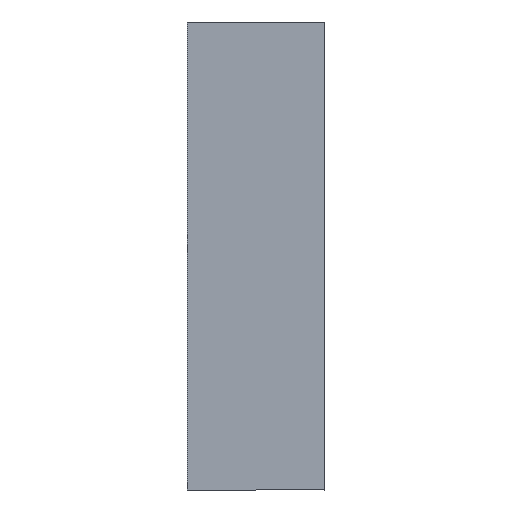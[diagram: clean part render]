
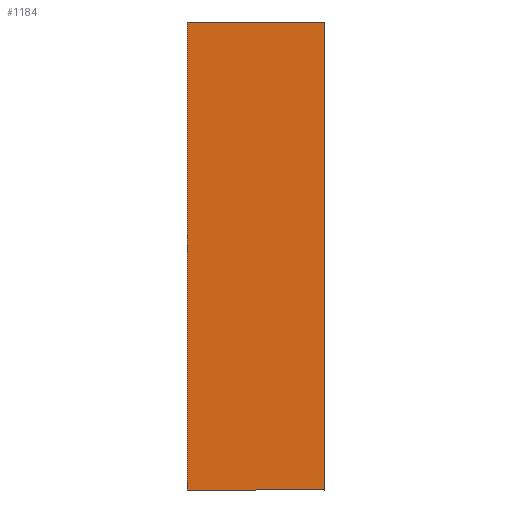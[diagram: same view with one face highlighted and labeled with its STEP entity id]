
A CAD part, front view. The second image highlights one B-rep face of the part: STEP entity #1184.
In plain terms, the highlighted planar face has unit normal (0, -1, 0).
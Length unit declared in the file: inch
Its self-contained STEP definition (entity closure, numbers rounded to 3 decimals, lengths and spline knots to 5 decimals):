
#53 = DIRECTION ( 'NONE',  ( 0., 0., 1. ) ) ;
#95 = VECTOR ( 'NONE', #395, 39.37008 ) ;
#99 = CARTESIAN_POINT ( 'NONE',  ( 0., 0., 9.33071 ) ) ;
#104 = DIRECTION ( 'NONE',  ( -1., 0., 0. ) ) ;
#171 = EDGE_CURVE ( 'NONE', #1577, #1404, #435, .T. ) ;
#278 = LINE ( 'NONE', #1992, #578 ) ;
#292 = AXIS2_PLACEMENT_3D ( 'NONE', #1447, #1745, #53 ) ;
#395 = DIRECTION ( 'NONE',  ( 1., 0., 0. ) ) ;
#427 = CARTESIAN_POINT ( 'NONE',  ( -2.7325, 0., 9.33071 ) ) ;
#435 = LINE ( 'NONE', #607, #1552 ) ;
#437 = ORIENTED_EDGE ( 'NONE', *, *, #1595, .F. ) ;
#578 = VECTOR ( 'NONE', #104, 39.37008 ) ;
#582 = ORIENTED_EDGE ( 'NONE', *, *, #1345, .F. ) ;
#591 = CARTESIAN_POINT ( 'NONE',  ( 0., 0., 0. ) ) ;
#592 = EDGE_CURVE ( 'NONE', #1404, #1563, #278, .T. ) ;
#607 = CARTESIAN_POINT ( 'NONE',  ( 0., 0., 0. ) ) ;
#1018 = CARTESIAN_POINT ( 'NONE',  ( -2.7325, 0., 0. ) ) ;
#1184 = ADVANCED_FACE ( 'NONE', ( #1596 ), #1277, .F. ) ;
#1191 = DIRECTION ( 'NONE',  ( 0., 0., 1. ) ) ;
#1277 = PLANE ( 'NONE',  #292 ) ;
#1345 = EDGE_CURVE ( 'NONE', #1377, #1577, #1820, .T. ) ;
#1353 = ORIENTED_EDGE ( 'NONE', *, *, #171, .F. ) ;
#1377 = VERTEX_POINT ( 'NONE', #427 ) ;
#1404 = VERTEX_POINT ( 'NONE', #591 ) ;
#1423 = VECTOR ( 'NONE', #1191, 39.37008 ) ;
#1447 = CARTESIAN_POINT ( 'NONE',  ( 0., 0., 0. ) ) ;
#1484 = LINE ( 'NONE', #1516, #1423 ) ;
#1503 = EDGE_LOOP ( 'NONE', ( #1353, #582, #437, #1664 ) ) ;
#1516 = CARTESIAN_POINT ( 'NONE',  ( -2.7325, 0., 0. ) ) ;
#1552 = VECTOR ( 'NONE', #2005, 39.37008 ) ;
#1563 = VERTEX_POINT ( 'NONE', #1018 ) ;
#1577 = VERTEX_POINT ( 'NONE', #1951 ) ;
#1595 = EDGE_CURVE ( 'NONE', #1563, #1377, #1484, .T. ) ;
#1596 = FACE_OUTER_BOUND ( 'NONE', #1503, .T. ) ;
#1664 = ORIENTED_EDGE ( 'NONE', *, *, #592, .F. ) ;
#1745 = DIRECTION ( 'NONE',  ( 0., 1., 0. ) ) ;
#1820 = LINE ( 'NONE', #99, #95 ) ;
#1951 = CARTESIAN_POINT ( 'NONE',  ( 0., 0., 9.33071 ) ) ;
#1992 = CARTESIAN_POINT ( 'NONE',  ( 0., 0., 0. ) ) ;
#2005 = DIRECTION ( 'NONE',  ( 0., 0., -1. ) ) ;
